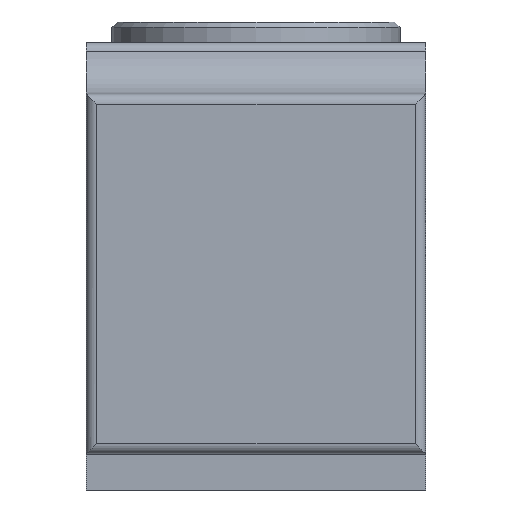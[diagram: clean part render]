
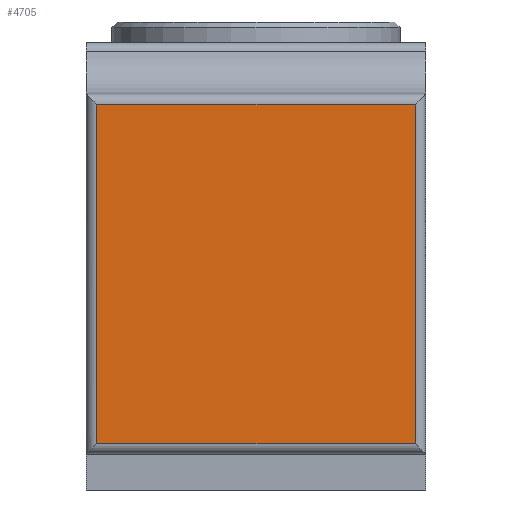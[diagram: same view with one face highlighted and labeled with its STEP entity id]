
A CAD part, front view. The second image highlights one B-rep face of the part: STEP entity #4705.
In plain terms, the highlighted planar face has unit normal (0, -1, 0).
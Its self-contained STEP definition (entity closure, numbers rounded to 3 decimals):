
#21 = AXIS2_PLACEMENT_3D ( 'NONE', #6928, #7146, #2247 ) ;
#170 = ORIENTED_EDGE ( 'NONE', *, *, #8638, .T. ) ;
#294 = VERTEX_POINT ( 'NONE', #3843 ) ;
#299 = LINE ( 'NONE', #6316, #6444 ) ;
#389 = EDGE_CURVE ( 'NONE', #294, #10616, #4174, .T. ) ;
#620 = CARTESIAN_POINT ( 'NONE',  ( -16.5, -30., 34. ) ) ;
#907 = LINE ( 'NONE', #620, #2320 ) ;
#1138 = ORIENTED_EDGE ( 'NONE', *, *, #3053, .T. ) ;
#1216 = PLANE ( 'NONE',  #21 ) ;
#1856 = VECTOR ( 'NONE', #6368, 1000. ) ;
#2199 = DIRECTION ( 'NONE',  ( 0., 0., 1. ) ) ;
#2247 = DIRECTION ( 'NONE',  ( -1., 0., 0. ) ) ;
#2320 = VECTOR ( 'NONE', #6286, 1000. ) ;
#2828 = CARTESIAN_POINT ( 'NONE',  ( -15.5, -30., 34. ) ) ;
#3053 = EDGE_CURVE ( 'NONE', #10004, #9627, #907, .T. ) ;
#3843 = CARTESIAN_POINT ( 'NONE',  ( -15.5, -30., 1. ) ) ;
#4074 = CARTESIAN_POINT ( 'NONE',  ( 15.5, -30., 34. ) ) ;
#4174 = LINE ( 'NONE', #10487, #1856 ) ;
#4685 = DIRECTION ( 'NONE',  ( 0., 0., -1. ) ) ;
#4705 = ADVANCED_FACE ( 'NONE', ( #6364 ), #1216, .F. ) ;
#5141 = VECTOR ( 'NONE', #4685, 1000. ) ;
#6286 = DIRECTION ( 'NONE',  ( -1., 0., 0. ) ) ;
#6316 = CARTESIAN_POINT ( 'NONE',  ( 15.5, -30., 35. ) ) ;
#6364 = FACE_OUTER_BOUND ( 'NONE', #6376, .T. ) ;
#6368 = DIRECTION ( 'NONE',  ( 1., 0., 0. ) ) ;
#6376 = EDGE_LOOP ( 'NONE', ( #8075, #170, #1138, #9281 ) ) ;
#6444 = VECTOR ( 'NONE', #2199, 1000. ) ;
#6928 = CARTESIAN_POINT ( 'NONE',  ( 16.5, -30., 35. ) ) ;
#7146 = DIRECTION ( 'NONE',  ( 0., 1., 0. ) ) ;
#8075 = ORIENTED_EDGE ( 'NONE', *, *, #389, .T. ) ;
#8638 = EDGE_CURVE ( 'NONE', #10616, #10004, #299, .T. ) ;
#9213 = CARTESIAN_POINT ( 'NONE',  ( 15.5, -30., 1. ) ) ;
#9266 = EDGE_CURVE ( 'NONE', #9627, #294, #9634, .T. ) ;
#9281 = ORIENTED_EDGE ( 'NONE', *, *, #9266, .T. ) ;
#9627 = VERTEX_POINT ( 'NONE', #2828 ) ;
#9634 = LINE ( 'NONE', #10373, #5141 ) ;
#10004 = VERTEX_POINT ( 'NONE', #4074 ) ;
#10373 = CARTESIAN_POINT ( 'NONE',  ( -15.5, -30., 35. ) ) ;
#10487 = CARTESIAN_POINT ( 'NONE',  ( 16.5, -30., 1. ) ) ;
#10616 = VERTEX_POINT ( 'NONE', #9213 ) ;
